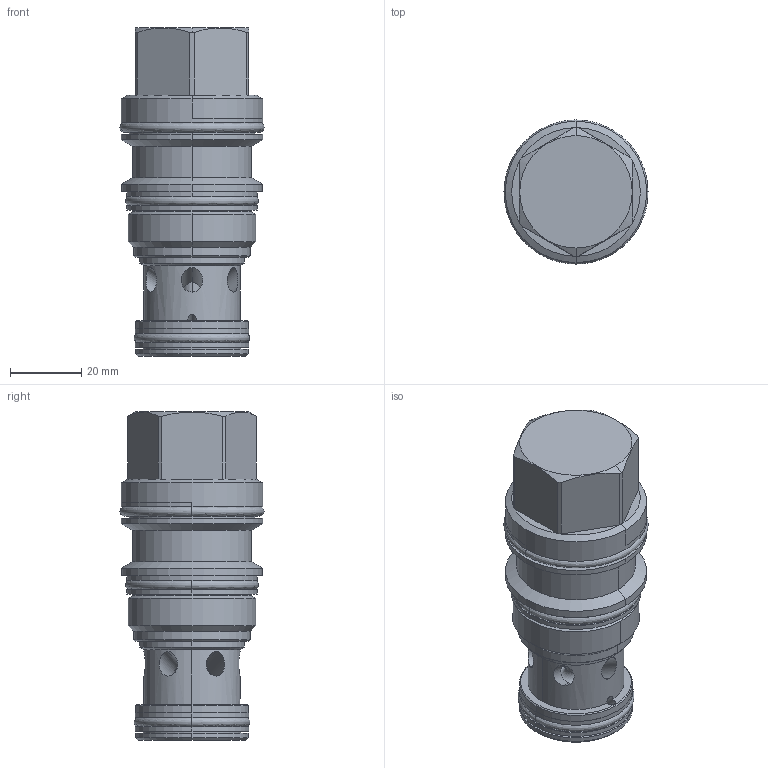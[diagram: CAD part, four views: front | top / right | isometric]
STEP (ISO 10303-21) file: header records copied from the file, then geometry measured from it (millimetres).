
FILE_DESCRIPTION((''),'2;1');
FILE_NAME('CNGE-XCN_PRT','2010-10-05T',('Administrator'),(''),'PRO/ENGINEER BY PARAMETRIC TECHNOLOGY CORPORATION, 2006240','PRO/ENGINEER BY PARAMETRIC TECHNOLOGY CORPORATION, 2006240','');
FILE_SCHEMA(('CONFIG_CONTROL_DESIGN'));
Length unit declared in the file: inch
Products named in the file (1): CNGE-XCN_PRT
Bounding box: 40.36 x 40.36 x 92.08 mm (x, y, z)
Volume: 75818 mm3; surface area: 20486.2 mm2
Topology: 4 solids, 5 shells, 201 faces, 473 edges, 287 vertices
Faces by surface type: cylinder 84, plane 49, cone 34, torus 20, revolution 12, sphere 2
Entity records: 7160 total; most frequent: CARTESIAN_POINT 2469, DIRECTION 996, ORIENTED_EDGE 942, EDGE_CURVE 471, AXIS2_PLACEMENT_3D 410, VERTEX_POINT 287, EDGE_LOOP 234, CIRCLE 221
